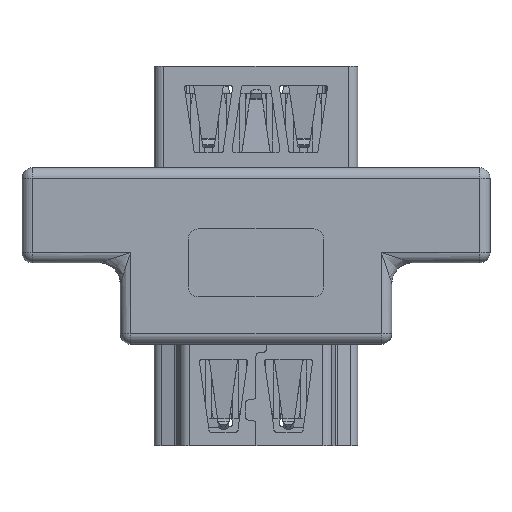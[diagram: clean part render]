
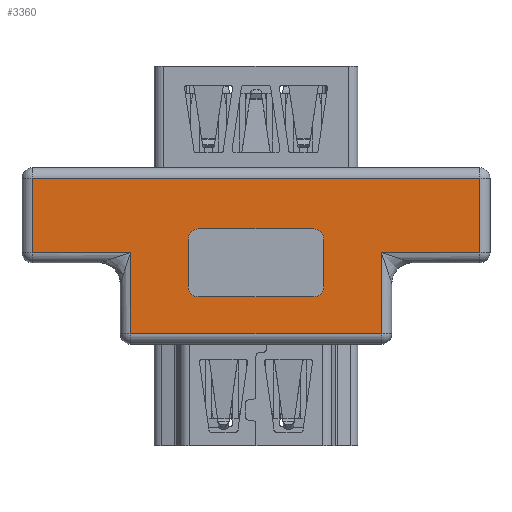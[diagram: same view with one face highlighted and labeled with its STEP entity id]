
A CAD part, left-side view. The second image highlights one B-rep face of the part: STEP entity #3360.
In plain terms, the highlighted planar face has unit normal (-1, 0, 0).
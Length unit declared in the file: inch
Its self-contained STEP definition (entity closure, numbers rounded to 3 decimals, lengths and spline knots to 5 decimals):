
#222 = ORIENTED_EDGE ( 'NONE', *, *, #17664, .T. ) ;
#733 = CARTESIAN_POINT ( 'NONE',  ( -0.18701, 0.3637, 0. ) ) ;
#747 = LINE ( 'NONE', #6393, #24290 ) ;
#1748 = EDGE_CURVE ( 'NONE', #15377, #21780, #747, .T. ) ;
#1971 = CARTESIAN_POINT ( 'NONE',  ( -0.18701, 0.16685, 0.06843 ) ) ;
#2198 = CARTESIAN_POINT ( 'NONE',  ( -0.18701, -0.16685, 0.06843 ) ) ;
#2318 = AXIS2_PLACEMENT_3D ( 'NONE', #1971, #17982, #4290 ) ;
#2370 = CARTESIAN_POINT ( 'NONE',  ( -0.18701, -0.3637, -0.20622 ) ) ;
#2444 = CARTESIAN_POINT ( 'NONE',  ( -0.18701, -0.19685, 0.06843 ) ) ;
#2913 = EDGE_CURVE ( 'NONE', #21505, #29579, #21607, .T. ) ;
#2947 = CARTESIAN_POINT ( 'NONE',  ( -0.18701, 0.19685, 0.06843 ) ) ;
#3018 = DIRECTION ( 'NONE',  ( 0., 0., -1. ) ) ;
#3025 = DIRECTION ( 'NONE',  ( 0., 0., -1. ) ) ;
#3360 = ADVANCED_FACE ( 'NONE', ( #22291, #28346 ), #17534, .F. ) ;
#3403 = VECTOR ( 'NONE', #13122, 39.37008 ) ;
#3922 = VERTEX_POINT ( 'NONE', #4531 ) ;
#4163 = DIRECTION ( 'NONE',  ( 0., 1., 0. ) ) ;
#4237 = CARTESIAN_POINT ( 'NONE',  ( -0.18701, -0.16685, -0.06843 ) ) ;
#4286 = CIRCLE ( 'NONE', #25281, 0.03 ) ;
#4288 = DIRECTION ( 'NONE',  ( 0., 1., 0. ) ) ;
#4290 = DIRECTION ( 'NONE',  ( 0., 0., -1. ) ) ;
#4431 = EDGE_CURVE ( 'NONE', #29579, #15377, #28214, .T. ) ;
#4498 = DIRECTION ( 'NONE',  ( 0., 0., -1. ) ) ;
#4531 = CARTESIAN_POINT ( 'NONE',  ( -0.18701, 0.64913, 0.03 ) ) ;
#4659 = VECTOR ( 'NONE', #3025, 39.37008 ) ;
#4855 = CARTESIAN_POINT ( 'NONE',  ( -0.18701, -0.64913, 0. ) ) ;
#4934 = VERTEX_POINT ( 'NONE', #28593 ) ;
#5512 = EDGE_CURVE ( 'NONE', #9733, #22591, #20750, .T. ) ;
#6130 = VECTOR ( 'NONE', #23102, 39.37008 ) ;
#6158 = DIRECTION ( 'NONE',  ( 1., 0., 0. ) ) ;
#6393 = CARTESIAN_POINT ( 'NONE',  ( -0.18701, -0.16685, 0.09843 ) ) ;
#6515 = VECTOR ( 'NONE', #8518, 39.37008 ) ;
#6559 = DIRECTION ( 'NONE',  ( 0., 0., -1. ) ) ;
#7084 = ORIENTED_EDGE ( 'NONE', *, *, #20353, .F. ) ;
#7149 = CARTESIAN_POINT ( 'NONE',  ( -0.18701, 0.3637, 0.03 ) ) ;
#7480 = EDGE_CURVE ( 'NONE', #27340, #12730, #14409, .T. ) ;
#7994 = ORIENTED_EDGE ( 'NONE', *, *, #1748, .F. ) ;
#8518 = DIRECTION ( 'NONE',  ( 0., -1., 0. ) ) ;
#9010 = ORIENTED_EDGE ( 'NONE', *, *, #10229, .T. ) ;
#9733 = VERTEX_POINT ( 'NONE', #17456 ) ;
#9783 = CARTESIAN_POINT ( 'NONE',  ( -0.18701, -0.64913, 0.03 ) ) ;
#10049 = ORIENTED_EDGE ( 'NONE', *, *, #15085, .T. ) ;
#10229 = EDGE_CURVE ( 'NONE', #27871, #4934, #26368, .T. ) ;
#10306 = VERTEX_POINT ( 'NONE', #9783 ) ;
#10384 = CARTESIAN_POINT ( 'NONE',  ( -0.18701, 0.3637, -0.20622 ) ) ;
#10445 = DIRECTION ( 'NONE',  ( -1., 0., 0. ) ) ;
#10859 = CARTESIAN_POINT ( 'NONE',  ( -0.18701, -0.19685, 0.06843 ) ) ;
#11469 = CARTESIAN_POINT ( 'NONE',  ( -0.18701, 0.19685, -0.06843 ) ) ;
#12237 = LINE ( 'NONE', #733, #23633 ) ;
#12730 = VERTEX_POINT ( 'NONE', #11469 ) ;
#12926 = ORIENTED_EDGE ( 'NONE', *, *, #25016, .F. ) ;
#12951 = CARTESIAN_POINT ( 'NONE',  ( -0.18701, 0.64913, 0.24559 ) ) ;
#13122 = DIRECTION ( 'NONE',  ( 0., 0., 1. ) ) ;
#13655 = LINE ( 'NONE', #25629, #25053 ) ;
#14034 = DIRECTION ( 'NONE',  ( 0., 0., 1. ) ) ;
#14409 = LINE ( 'NONE', #2947, #19747 ) ;
#14870 = EDGE_CURVE ( 'NONE', #22591, #3922, #22858, .T. ) ;
#15085 = EDGE_CURVE ( 'NONE', #3922, #24048, #16448, .T. ) ;
#15377 = VERTEX_POINT ( 'NONE', #28363 ) ;
#15539 = LINE ( 'NONE', #23940, #26923 ) ;
#15715 = VECTOR ( 'NONE', #24151, 39.37008 ) ;
#15799 = AXIS2_PLACEMENT_3D ( 'NONE', #19789, #6158, #22078 ) ;
#15801 = CIRCLE ( 'NONE', #22354, 0.03 ) ;
#16346 = ORIENTED_EDGE ( 'NONE', *, *, #4431, .F. ) ;
#16448 = LINE ( 'NONE', #17398, #15715 ) ;
#16717 = ORIENTED_EDGE ( 'NONE', *, *, #14870, .T. ) ;
#17398 = CARTESIAN_POINT ( 'NONE',  ( -0.18701, 0., 0.03 ) ) ;
#17456 = CARTESIAN_POINT ( 'NONE',  ( -0.18701, -0.64913, 0.24559 ) ) ;
#17534 = PLANE ( 'NONE',  #15799 ) ;
#17664 = EDGE_CURVE ( 'NONE', #28081, #27871, #15539, .T. ) ;
#17982 = DIRECTION ( 'NONE',  ( -1., 0., 0. ) ) ;
#18074 = CARTESIAN_POINT ( 'NONE',  ( -0.18701, 0., 0.24559 ) ) ;
#18199 = DIRECTION ( 'NONE',  ( -1., 0., 0. ) ) ;
#18733 = EDGE_CURVE ( 'NONE', #27144, #20823, #13655, .T. ) ;
#18872 = CARTESIAN_POINT ( 'NONE',  ( -0.18701, 0.16685, 0.09843 ) ) ;
#19747 = VECTOR ( 'NONE', #23498, 39.37008 ) ;
#19789 = CARTESIAN_POINT ( 'NONE',  ( -0.18701, 0., 0. ) ) ;
#19875 = EDGE_CURVE ( 'NONE', #10306, #9733, #24309, .T. ) ;
#20051 = VECTOR ( 'NONE', #4288, 39.37008 ) ;
#20085 = ORIENTED_EDGE ( 'NONE', *, *, #23702, .T. ) ;
#20174 = DIRECTION ( 'NONE',  ( -1., 0., 0. ) ) ;
#20274 = CIRCLE ( 'NONE', #2318, 0.03 ) ;
#20353 = EDGE_CURVE ( 'NONE', #20823, #21505, #4286, .T. ) ;
#20750 = LINE ( 'NONE', #18074, #20051 ) ;
#20823 = VERTEX_POINT ( 'NONE', #26108 ) ;
#21047 = VECTOR ( 'NONE', #14034, 39.37008 ) ;
#21127 = EDGE_LOOP ( 'NONE', ( #25381, #26794, #21704, #12926, #7994, #16346, #21335, #7084 ) ) ;
#21335 = ORIENTED_EDGE ( 'NONE', *, *, #2913, .F. ) ;
#21505 = VERTEX_POINT ( 'NONE', #27016 ) ;
#21607 = LINE ( 'NONE', #10859, #3403 ) ;
#21704 = ORIENTED_EDGE ( 'NONE', *, *, #7480, .F. ) ;
#21780 = VERTEX_POINT ( 'NONE', #18872 ) ;
#22078 = DIRECTION ( 'NONE',  ( 0., 0., -1. ) ) ;
#22136 = CARTESIAN_POINT ( 'NONE',  ( -0.18701, 0., 0.03 ) ) ;
#22291 = FACE_BOUND ( 'NONE', #21127, .T. ) ;
#22354 = AXIS2_PLACEMENT_3D ( 'NONE', #24073, #10445, #26321 ) ;
#22591 = VERTEX_POINT ( 'NONE', #12951 ) ;
#22858 = LINE ( 'NONE', #25716, #4659 ) ;
#23102 = DIRECTION ( 'NONE',  ( 0., 0., 1. ) ) ;
#23158 = EDGE_CURVE ( 'NONE', #12730, #27144, #15801, .T. ) ;
#23219 = ORIENTED_EDGE ( 'NONE', *, *, #23538, .T. ) ;
#23256 = LINE ( 'NONE', #22136, #6515 ) ;
#23498 = DIRECTION ( 'NONE',  ( 0., 0., -1. ) ) ;
#23538 = EDGE_CURVE ( 'NONE', #24048, #28081, #12237, .T. ) ;
#23570 = CARTESIAN_POINT ( 'NONE',  ( -0.18701, 0.19685, 0.06843 ) ) ;
#23633 = VECTOR ( 'NONE', #3018, 39.37008 ) ;
#23702 = EDGE_CURVE ( 'NONE', #4934, #10306, #23256, .T. ) ;
#23940 = CARTESIAN_POINT ( 'NONE',  ( -0.18701, 0., -0.20622 ) ) ;
#24048 = VERTEX_POINT ( 'NONE', #7149 ) ;
#24073 = CARTESIAN_POINT ( 'NONE',  ( -0.18701, 0.16685, -0.06843 ) ) ;
#24151 = DIRECTION ( 'NONE',  ( 0., -1., 0. ) ) ;
#24290 = VECTOR ( 'NONE', #4163, 39.37008 ) ;
#24309 = LINE ( 'NONE', #4855, #6130 ) ;
#24554 = CARTESIAN_POINT ( 'NONE',  ( -0.18701, 0.16685, -0.09843 ) ) ;
#25016 = EDGE_CURVE ( 'NONE', #21780, #27340, #20274, .T. ) ;
#25053 = VECTOR ( 'NONE', #27947, 39.37008 ) ;
#25169 = AXIS2_PLACEMENT_3D ( 'NONE', #2198, #18199, #4498 ) ;
#25281 = AXIS2_PLACEMENT_3D ( 'NONE', #4237, #20174, #6559 ) ;
#25365 = CARTESIAN_POINT ( 'NONE',  ( -0.18701, -0.3637, 0. ) ) ;
#25381 = ORIENTED_EDGE ( 'NONE', *, *, #18733, .F. ) ;
#25629 = CARTESIAN_POINT ( 'NONE',  ( -0.18701, -0.16685, -0.09843 ) ) ;
#25716 = CARTESIAN_POINT ( 'NONE',  ( -0.18701, 0.64913, 0. ) ) ;
#26082 = ORIENTED_EDGE ( 'NONE', *, *, #5512, .T. ) ;
#26108 = CARTESIAN_POINT ( 'NONE',  ( -0.18701, -0.16685, -0.09843 ) ) ;
#26184 = DIRECTION ( 'NONE',  ( 0., -1., 0. ) ) ;
#26321 = DIRECTION ( 'NONE',  ( 0., 0., -1. ) ) ;
#26368 = LINE ( 'NONE', #25365, #21047 ) ;
#26794 = ORIENTED_EDGE ( 'NONE', *, *, #23158, .F. ) ;
#26923 = VECTOR ( 'NONE', #26184, 39.37008 ) ;
#27016 = CARTESIAN_POINT ( 'NONE',  ( -0.18701, -0.19685, -0.06843 ) ) ;
#27144 = VERTEX_POINT ( 'NONE', #24554 ) ;
#27340 = VERTEX_POINT ( 'NONE', #23570 ) ;
#27871 = VERTEX_POINT ( 'NONE', #2370 ) ;
#27947 = DIRECTION ( 'NONE',  ( 0., -1., 0. ) ) ;
#28081 = VERTEX_POINT ( 'NONE', #10384 ) ;
#28214 = CIRCLE ( 'NONE', #25169, 0.03 ) ;
#28346 = FACE_OUTER_BOUND ( 'NONE', #29190, .T. ) ;
#28363 = CARTESIAN_POINT ( 'NONE',  ( -0.18701, -0.16685, 0.09843 ) ) ;
#28593 = CARTESIAN_POINT ( 'NONE',  ( -0.18701, -0.3637, 0.03 ) ) ;
#29190 = EDGE_LOOP ( 'NONE', ( #26082, #16717, #10049, #23219, #222, #9010, #20085, #29517 ) ) ;
#29517 = ORIENTED_EDGE ( 'NONE', *, *, #19875, .T. ) ;
#29579 = VERTEX_POINT ( 'NONE', #2444 ) ;
